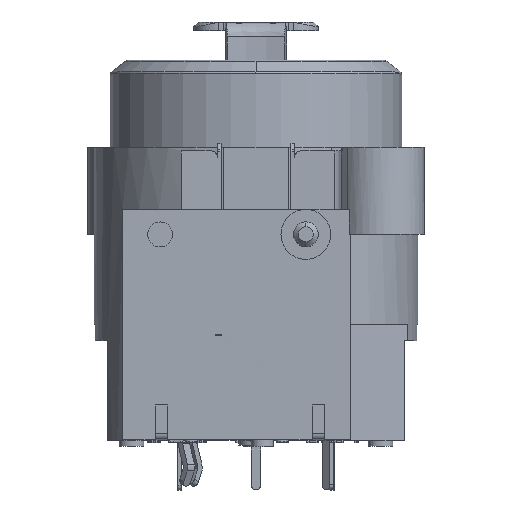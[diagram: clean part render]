
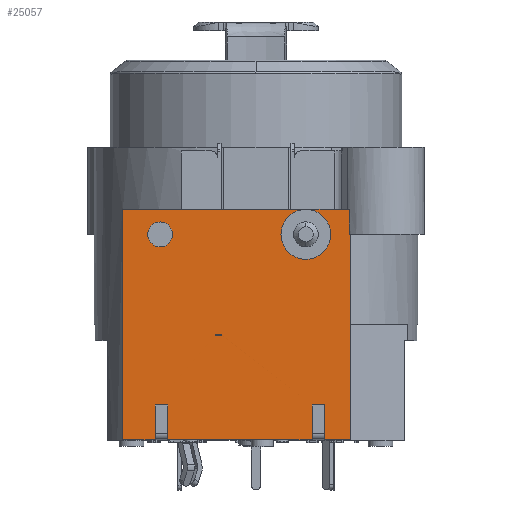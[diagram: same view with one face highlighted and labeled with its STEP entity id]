
A CAD part, top view. The second image highlights one B-rep face of the part: STEP entity #25057.
In plain terms, the highlighted planar face has unit normal (0, 0, 1).
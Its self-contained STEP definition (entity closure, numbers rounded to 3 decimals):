
#1146=DIRECTION('',(1.,0.,0.));
#1147=VECTOR('',#1146,11.6);
#1148=CARTESIAN_POINT('',(-7.1,-30.5,14.5));
#1149=LINE('',#1148,#1147);
#1150=DIRECTION('',(1.,0.,0.));
#1151=VECTOR('',#1150,2.1);
#1152=CARTESIAN_POINT('',(5.5,-30.5,14.5));
#1153=LINE('',#1152,#1151);
#1192=DIRECTION('',(1.,0.,0.));
#1193=VECTOR('',#1192,2.6);
#1194=CARTESIAN_POINT('',(-10.7,-30.5,14.5));
#1195=LINE('',#1194,#1193);
#5214=CARTESIAN_POINT('',(-7.7,-14.,14.5));
#5215=DIRECTION('',(0.,0.,1.));
#5216=DIRECTION('',(0.,1.,0.));
#5217=AXIS2_PLACEMENT_3D('',#5214,#5215,#5216);
#5219=CARTESIAN_POINT('',(-7.7,-14.,14.5));
#5220=DIRECTION('',(0.,0.,1.));
#5221=DIRECTION('',(0.,-1.,0.));
#5222=AXIS2_PLACEMENT_3D('',#5219,#5220,#5221);
#5224=CARTESIAN_POINT('',(4.,-14.,14.5));
#5225=DIRECTION('',(0.,0.,1.));
#5226=DIRECTION('',(0.,1.,0.));
#5227=AXIS2_PLACEMENT_3D('',#5224,#5225,#5226);
#5229=CARTESIAN_POINT('',(4.,-14.,14.5));
#5230=DIRECTION('',(0.,0.,1.));
#5231=DIRECTION('',(0.,-1.,0.));
#5232=AXIS2_PLACEMENT_3D('',#5229,#5230,#5231);
#5234=DIRECTION('',(0.,-1.,0.));
#5235=VECTOR('',#5234,2.);
#5236=CARTESIAN_POINT('',(7.5,-12.,14.5));
#5237=LINE('',#5236,#5235);
#5238=DIRECTION('',(1.,0.,0.));
#5239=VECTOR('',#5238,0.1);
#5240=CARTESIAN_POINT('',(7.5,-14.,14.5));
#5241=LINE('',#5240,#5239);
#5242=DIRECTION('',(0.,-1.,0.));
#5243=VECTOR('',#5242,16.5);
#5244=CARTESIAN_POINT('',(7.6,-14.,14.5));
#5245=LINE('',#5244,#5243);
#5264=DIRECTION('',(1.,0.,0.));
#5265=VECTOR('',#5264,0.5);
#5266=CARTESIAN_POINT('',(-3.251,-22.061,14.5));
#5267=LINE('',#5266,#5265);
#5268=CARTESIAN_POINT('',(-2.751,-22.061,14.5));
#5269=CARTESIAN_POINT('',(-2.751,-22.065,14.5));
#5270=CARTESIAN_POINT('',(-2.751,-22.074,
14.5));
#5271=CARTESIAN_POINT('',(-2.751,-22.087,
14.501));
#5272=CARTESIAN_POINT('',(-2.751,-22.096,
14.498));
#5273=CARTESIAN_POINT('',(-2.751,-22.1,14.498));
#5275=DIRECTION('',(-1.,0.,0.));
#5276=VECTOR('',#5275,0.5);
#5277=CARTESIAN_POINT('',(-2.751,-22.1,14.498));
#5278=LINE('',#5277,#5276);
#5279=CARTESIAN_POINT('',(-3.251,-22.1,14.498));
#5280=CARTESIAN_POINT('',(-3.251,-22.096,
14.498));
#5281=CARTESIAN_POINT('',(-3.251,-22.087,
14.501));
#5282=CARTESIAN_POINT('',(-3.251,-22.074,
14.5));
#5283=CARTESIAN_POINT('',(-3.251,-22.065,14.5));
#5284=CARTESIAN_POINT('',(-3.251,-22.061,14.5));
#5286=DIRECTION('',(0.,-1.,0.));
#5287=VECTOR('',#5286,2.8);
#5288=CARTESIAN_POINT('',(-7.1,-27.7,14.5));
#5289=LINE('',#5288,#5287);
#5307=DIRECTION('',(0.,1.,0.));
#5308=VECTOR('',#5307,2.8);
#5309=CARTESIAN_POINT('',(-8.1,-30.5,14.5));
#5310=LINE('',#5309,#5308);
#5324=DIRECTION('',(1.,0.,0.));
#5325=VECTOR('',#5324,1.);
#5326=CARTESIAN_POINT('',(-8.1,-27.7,14.5));
#5327=LINE('',#5326,#5325);
#5336=DIRECTION('',(0.,-1.,0.));
#5337=VECTOR('',#5336,18.5);
#5338=CARTESIAN_POINT('',(-10.7,-12.,14.5));
#5339=LINE('',#5338,#5337);
#5752=DIRECTION('',(-1.,0.,0.));
#5753=VECTOR('',#5752,3.5);
#5754=CARTESIAN_POINT('',(7.5,-12.,14.5));
#5755=LINE('',#5754,#5753);
#5756=DIRECTION('',(-1.,0.,0.));
#5757=VECTOR('',#5756,14.7);
#5758=CARTESIAN_POINT('',(4.,-12.,14.5));
#5759=LINE('',#5758,#5757);
#13134=DIRECTION('',(0.,-1.,0.));
#13135=VECTOR('',#13134,2.8);
#13136=CARTESIAN_POINT('',(5.5,-27.7,14.5));
#13137=LINE('',#13136,#13135);
#13155=DIRECTION('',(0.,1.,0.));
#13156=VECTOR('',#13155,2.8);
#13157=CARTESIAN_POINT('',(4.5,-30.5,14.5));
#13158=LINE('',#13157,#13156);
#13172=DIRECTION('',(1.,0.,0.));
#13173=VECTOR('',#13172,1.);
#13174=CARTESIAN_POINT('',(4.5,-27.7,14.5));
#13175=LINE('',#13174,#13173);
#13822=CARTESIAN_POINT('',(5.5,-30.5,14.5));
#13823=CARTESIAN_POINT('',(4.5,-30.5,14.5));
#13824=VERTEX_POINT('',#13822);
#13825=VERTEX_POINT('',#13823);
#13826=CARTESIAN_POINT('',(7.6,-30.5,14.5));
#13827=VERTEX_POINT('',#13826);
#13844=CARTESIAN_POINT('',(-10.7,-30.5,14.5));
#13845=VERTEX_POINT('',#13844);
#13846=CARTESIAN_POINT('',(-8.1,-30.5,14.5));
#13847=VERTEX_POINT('',#13846);
#13848=CARTESIAN_POINT('',(-7.1,-30.5,14.5));
#13849=VERTEX_POINT('',#13848);
#14630=CARTESIAN_POINT('',(4.5,-27.7,14.5));
#14631=VERTEX_POINT('',#14630);
#14634=CARTESIAN_POINT('',(-7.1,-27.7,14.5));
#14635=VERTEX_POINT('',#14634);
#14636=CARTESIAN_POINT('',(-8.1,-27.7,14.5));
#14637=VERTEX_POINT('',#14636);
#14638=CARTESIAN_POINT('',(-10.7,-12.,14.5));
#14639=VERTEX_POINT('',#14638);
#14640=CARTESIAN_POINT('',(4.,-12.,14.5));
#14641=VERTEX_POINT('',#14640);
#14642=CARTESIAN_POINT('',(4.,-16.,14.5));
#14643=VERTEX_POINT('',#14642);
#14644=CARTESIAN_POINT('',(7.5,-12.,14.5));
#14645=VERTEX_POINT('',#14644);
#14646=CARTESIAN_POINT('',(7.5,-14.,14.5));
#14647=VERTEX_POINT('',#14646);
#14648=CARTESIAN_POINT('',(7.6,-14.,14.5));
#14649=VERTEX_POINT('',#14648);
#14650=CARTESIAN_POINT('',(5.5,-27.7,14.5));
#14651=VERTEX_POINT('',#14650);
#14652=CARTESIAN_POINT('',(-2.751,-22.1,14.498));
#14653=CARTESIAN_POINT('',(-3.251,-22.1,14.498));
#14654=VERTEX_POINT('',#14652);
#14655=VERTEX_POINT('',#14653);
#14656=CARTESIAN_POINT('',(-7.7,-13.,14.5));
#14657=CARTESIAN_POINT('',(-7.7,-15.,14.5));
#14658=VERTEX_POINT('',#14656);
#14659=VERTEX_POINT('',#14657);
#17519=CARTESIAN_POINT('',(-3.251,-22.061,14.5));
#17520=CARTESIAN_POINT('',(-2.751,-22.061,14.5));
#17521=VERTEX_POINT('',#17519);
#17522=VERTEX_POINT('',#17520);
#25003=CARTESIAN_POINT('',(7.5,-12.,14.5));
#25004=DIRECTION('',(0.,0.,1.));
#25005=DIRECTION('',(-1.,0.,0.));
#25006=AXIS2_PLACEMENT_3D('',#25003,#25004,#25005);
#25007=PLANE('',#25006);
#25008=ORIENTED_EDGE('',*,*,#17752,.F.);
#25010=ORIENTED_EDGE('',*,*,#25009,.F.);
#25012=ORIENTED_EDGE('',*,*,#25011,.F.);
#25014=ORIENTED_EDGE('',*,*,#25013,.F.);
#25015=ORIENTED_EDGE('',*,*,#17776,.F.);
#25017=ORIENTED_EDGE('',*,*,#25016,.F.);
#25019=ORIENTED_EDGE('',*,*,#25018,.F.);
#25021=ORIENTED_EDGE('',*,*,#25020,.T.);
#25023=ORIENTED_EDGE('',*,*,#25022,.T.);
#25025=ORIENTED_EDGE('',*,*,#25024,.F.);
#25027=ORIENTED_EDGE('',*,*,#25026,.T.);
#25029=ORIENTED_EDGE('',*,*,#25028,.T.);
#25031=ORIENTED_EDGE('',*,*,#25030,.T.);
#25032=ORIENTED_EDGE('',*,*,#17756,.F.);
#25034=ORIENTED_EDGE('',*,*,#25033,.F.);
#25036=ORIENTED_EDGE('',*,*,#25035,.F.);
#25038=ORIENTED_EDGE('',*,*,#25037,.F.);
#25039=EDGE_LOOP('',(#25008,#25010,#25012,#25014,#25015,#25017,#25019,#25021,
#25023,#25025,#25027,#25029,#25031,#25032,#25034,#25036,#25038));
#25040=FACE_OUTER_BOUND('',#25039,.F.);
#25042=ORIENTED_EDGE('',*,*,#25041,.F.);
#25044=ORIENTED_EDGE('',*,*,#25043,.F.);
#25046=ORIENTED_EDGE('',*,*,#25045,.F.);
#25048=ORIENTED_EDGE('',*,*,#25047,.F.);
#25049=EDGE_LOOP('',(#25042,#25044,#25046,#25048));
#25050=FACE_BOUND('',#25049,.F.);
#25052=ORIENTED_EDGE('',*,*,#25051,.T.);
#25054=ORIENTED_EDGE('',*,*,#25053,.T.);
#25055=EDGE_LOOP('',(#25052,#25054));
#25056=FACE_BOUND('',#25055,.F.);
#5218=CIRCLE('',#5217,1.);
#5223=CIRCLE('',#5222,1.);
#5228=CIRCLE('',#5227,2.);
#5233=CIRCLE('',#5232,2.);
#5274=B_SPLINE_CURVE_WITH_KNOTS('',3,(#5268,#5269,#5270,#5271,#5272,#5273),
.UNSPECIFIED.,.F.,.F.,(4,1,1,4),(0.,0.333,0.667,1.),
.UNSPECIFIED.);
#5285=B_SPLINE_CURVE_WITH_KNOTS('',3,(#5279,#5280,#5281,#5282,#5283,#5284),
.UNSPECIFIED.,.F.,.F.,(4,1,1,4),(0.,0.333,0.667,1.),
.UNSPECIFIED.);
#17752=EDGE_CURVE('',#13849,#13825,#1149,.T.);
#17756=EDGE_CURVE('',#13824,#13827,#1153,.T.);
#17776=EDGE_CURVE('',#13845,#13847,#1195,.T.);
#25009=EDGE_CURVE('',#14635,#13849,#5289,.T.);
#25011=EDGE_CURVE('',#14637,#14635,#5327,.T.);
#25013=EDGE_CURVE('',#13847,#14637,#5310,.T.);
#25016=EDGE_CURVE('',#14639,#13845,#5339,.T.);
#25018=EDGE_CURVE('',#14641,#14639,#5759,.T.);
#25020=EDGE_CURVE('',#14641,#14643,#5228,.T.);
#25022=EDGE_CURVE('',#14643,#14641,#5233,.T.);
#25024=EDGE_CURVE('',#14645,#14641,#5755,.T.);
#25026=EDGE_CURVE('',#14645,#14647,#5237,.T.);
#25028=EDGE_CURVE('',#14647,#14649,#5241,.T.);
#25030=EDGE_CURVE('',#14649,#13827,#5245,.T.);
#25033=EDGE_CURVE('',#14651,#13824,#13137,.T.);
#25035=EDGE_CURVE('',#14631,#14651,#13175,.T.);
#25037=EDGE_CURVE('',#13825,#14631,#13158,.T.);
#25041=EDGE_CURVE('',#17522,#14654,#5274,.T.);
#25043=EDGE_CURVE('',#17521,#17522,#5267,.T.);
#25045=EDGE_CURVE('',#14655,#17521,#5285,.T.);
#25047=EDGE_CURVE('',#14654,#14655,#5278,.T.);
#25051=EDGE_CURVE('',#14658,#14659,#5218,.T.);
#25053=EDGE_CURVE('',#14659,#14658,#5223,.T.);
#25057=ADVANCED_FACE('',(#25040,#25050,#25056),#25007,.T.);
